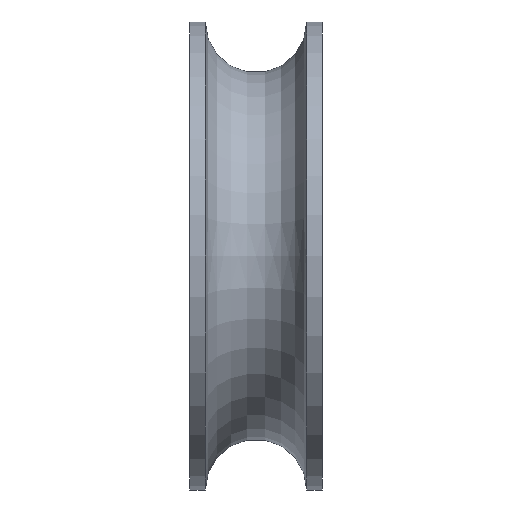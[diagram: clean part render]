
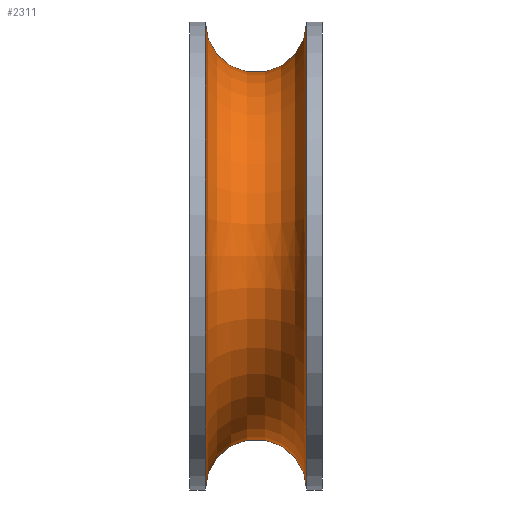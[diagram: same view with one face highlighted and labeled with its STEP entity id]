
A CAD part, left-side view. The second image highlights one B-rep face of the part: STEP entity #2311.
In plain terms, the highlighted face is a revolution surface.
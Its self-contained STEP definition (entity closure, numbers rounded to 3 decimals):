
#137 = CYLINDRICAL_SURFACE('',#138,15.);
#138 = AXIS2_PLACEMENT_3D('',#139,#140,#141);
#139 = CARTESIAN_POINT('',(0.,-4.25,0.));
#140 = DIRECTION('',(0.,1.,0.));
#141 = DIRECTION('',(-1.,0.,0.));
#916 = CYLINDRICAL_SURFACE('',#917,15.);
#917 = AXIS2_PLACEMENT_3D('',#918,#919,#920);
#918 = CARTESIAN_POINT('',(0.,4.25,0.));
#919 = DIRECTION('',(-0.,-1.,-0.));
#920 = DIRECTION('',(-1.,0.,0.));
#1560 = VERTEX_POINT('',#1561);
#1561 = CARTESIAN_POINT('',(-15.,-3.25,0.));
#1582 = EDGE_CURVE('',#1560,#1560,#1583,.T.);
#1583 = SURFACE_CURVE('',#1584,(#1589,#1596),.PCURVE_S1.);
#1584 = CIRCLE('',#1585,15.);
#1585 = AXIS2_PLACEMENT_3D('',#1586,#1587,#1588);
#1586 = CARTESIAN_POINT('',(0.,-3.25,0.));
#1587 = DIRECTION('',(0.,1.,-0.));
#1588 = DIRECTION('',(-1.,0.,0.));
#1589 = PCURVE('',#137,#1590);
#1590 = DEFINITIONAL_REPRESENTATION('',(#1591),#1595);
#1591 = LINE('',#1592,#1593);
#1592 = CARTESIAN_POINT('',(0.,1.));
#1593 = VECTOR('',#1594,1.);
#1594 = DIRECTION('',(1.,0.));
#1595 = ( GEOMETRIC_REPRESENTATION_CONTEXT(2) 
PARAMETRIC_REPRESENTATION_CONTEXT() REPRESENTATION_CONTEXT('2D SPACE',''
  ) );
#1596 = PCURVE('',#1597,#1606);
#1597 = SURFACE_OF_REVOLUTION('',#1598,#1603);
#1598 = CIRCLE('',#1599,3.25);
#1599 = AXIS2_PLACEMENT_3D('',#1600,#1601,#1602);
#1600 = CARTESIAN_POINT('',(-15.,0.,0.));
#1601 = DIRECTION('',(0.,0.,1.));
#1602 = DIRECTION('',(1.,0.,0.));
#1603 = AXIS1_PLACEMENT('',#1604,#1605);
#1604 = CARTESIAN_POINT('',(0.,0.,0.));
#1605 = DIRECTION('',(0.,1.,0.));
#1606 = DEFINITIONAL_REPRESENTATION('',(#1607),#1611);
#1607 = LINE('',#1608,#1609);
#1608 = CARTESIAN_POINT('',(0.,4.712));
#1609 = VECTOR('',#1610,1.);
#1610 = DIRECTION('',(1.,0.));
#1611 = ( GEOMETRIC_REPRESENTATION_CONTEXT(2) 
PARAMETRIC_REPRESENTATION_CONTEXT() REPRESENTATION_CONTEXT('2D SPACE',''
  ) );
#2267 = VERTEX_POINT('',#2268);
#2268 = CARTESIAN_POINT('',(-15.,3.25,0.));
#2289 = EDGE_CURVE('',#2267,#2267,#2290,.T.);
#2290 = SURFACE_CURVE('',#2291,(#2296,#2303),.PCURVE_S1.);
#2291 = CIRCLE('',#2292,15.);
#2292 = AXIS2_PLACEMENT_3D('',#2293,#2294,#2295);
#2293 = CARTESIAN_POINT('',(0.,3.25,0.));
#2294 = DIRECTION('',(0.,1.,-0.));
#2295 = DIRECTION('',(-1.,0.,0.));
#2296 = PCURVE('',#916,#2297);
#2297 = DEFINITIONAL_REPRESENTATION('',(#2298),#2302);
#2298 = LINE('',#2299,#2300);
#2299 = CARTESIAN_POINT('',(-0.,1.));
#2300 = VECTOR('',#2301,1.);
#2301 = DIRECTION('',(-1.,0.));
#2302 = ( GEOMETRIC_REPRESENTATION_CONTEXT(2) 
PARAMETRIC_REPRESENTATION_CONTEXT() REPRESENTATION_CONTEXT('2D SPACE',''
  ) );
#2303 = PCURVE('',#1597,#2304);
#2304 = DEFINITIONAL_REPRESENTATION('',(#2305),#2309);
#2305 = LINE('',#2306,#2307);
#2306 = CARTESIAN_POINT('',(0.,7.854));
#2307 = VECTOR('',#2308,1.);
#2308 = DIRECTION('',(1.,0.));
#2309 = ( GEOMETRIC_REPRESENTATION_CONTEXT(2) 
PARAMETRIC_REPRESENTATION_CONTEXT() REPRESENTATION_CONTEXT('2D SPACE',''
  ) );
#2311 = ADVANCED_FACE('',(#2312),#1597,.T.);
#2312 = FACE_BOUND('',#2313,.T.);
#2313 = EDGE_LOOP('',(#2314,#2315,#2337,#2338));
#2314 = ORIENTED_EDGE('',*,*,#1582,.T.);
#2315 = ORIENTED_EDGE('',*,*,#2316,.T.);
#2316 = EDGE_CURVE('',#1560,#2267,#2317,.T.);
#2317 = SEAM_CURVE('',#2318,(#2323,#2330),.PCURVE_S1.);
#2318 = CIRCLE('',#2319,3.25);
#2319 = AXIS2_PLACEMENT_3D('',#2320,#2321,#2322);
#2320 = CARTESIAN_POINT('',(-15.,0.,0.));
#2321 = DIRECTION('',(0.,0.,1.));
#2322 = DIRECTION('',(1.,0.,0.));
#2323 = PCURVE('',#1597,#2324);
#2324 = DEFINITIONAL_REPRESENTATION('',(#2325),#2329);
#2325 = LINE('',#2326,#2327);
#2326 = CARTESIAN_POINT('',(0.,0.));
#2327 = VECTOR('',#2328,1.);
#2328 = DIRECTION('',(0.,1.));
#2329 = ( GEOMETRIC_REPRESENTATION_CONTEXT(2) 
PARAMETRIC_REPRESENTATION_CONTEXT() REPRESENTATION_CONTEXT('2D SPACE',''
  ) );
#2330 = PCURVE('',#1597,#2331);
#2331 = DEFINITIONAL_REPRESENTATION('',(#2332),#2336);
#2332 = LINE('',#2333,#2334);
#2333 = CARTESIAN_POINT('',(6.283,0.));
#2334 = VECTOR('',#2335,1.);
#2335 = DIRECTION('',(0.,1.));
#2336 = ( GEOMETRIC_REPRESENTATION_CONTEXT(2) 
PARAMETRIC_REPRESENTATION_CONTEXT() REPRESENTATION_CONTEXT('2D SPACE',''
  ) );
#2337 = ORIENTED_EDGE('',*,*,#2289,.F.);
#2338 = ORIENTED_EDGE('',*,*,#2316,.F.);
